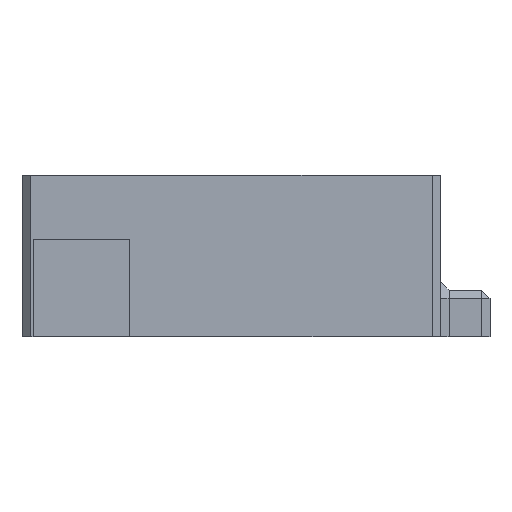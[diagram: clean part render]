
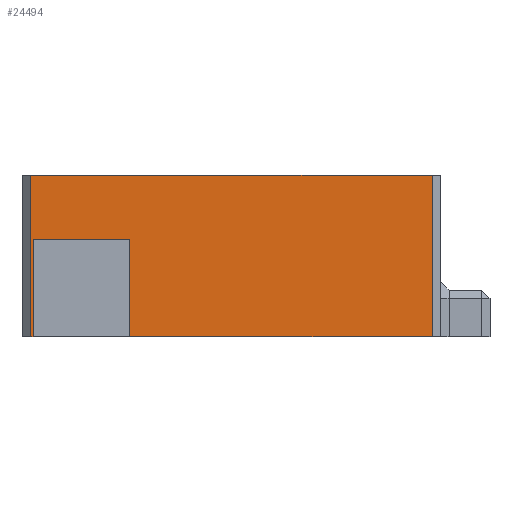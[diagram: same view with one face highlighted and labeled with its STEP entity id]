
A CAD part, left-side view. The second image highlights one B-rep face of the part: STEP entity #24494.
In plain terms, the highlighted planar face has unit normal (-1, 0, 0).
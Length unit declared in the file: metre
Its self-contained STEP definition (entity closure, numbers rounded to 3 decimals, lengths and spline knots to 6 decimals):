
#3138=ORIENTED_EDGE('',*,*,#9802,.T.);
#3139=ORIENTED_EDGE('',*,*,#10446,.T.);
#3140=ORIENTED_EDGE('',*,*,#10447,.T.);
#3141=ORIENTED_EDGE('',*,*,#10440,.F.);
#3142=ORIENTED_EDGE('',*,*,#10448,.T.);
#3143=ORIENTED_EDGE('',*,*,#10449,.T.);
#3144=ORIENTED_EDGE('',*,*,#10450,.T.);
#3145=ORIENTED_EDGE('',*,*,#10451,.T.);
#9802=EDGE_CURVE('',#13459,#13458,#15792,.T.);
#10440=EDGE_CURVE('',#14092,#14093,#16091,.T.);
#10446=EDGE_CURVE('',#13458,#14096,#16097,.T.);
#10447=EDGE_CURVE('',#14096,#14093,#16098,.T.);
#10448=EDGE_CURVE('',#14092,#14097,#16099,.T.);
#10449=EDGE_CURVE('',#14097,#14098,#16100,.T.);
#10450=EDGE_CURVE('',#14098,#14099,#16101,.T.);
#10451=EDGE_CURVE('',#14099,#13459,#16102,.T.);
#13458=VERTEX_POINT('',#32911);
#13459=VERTEX_POINT('',#32913);
#14092=VERTEX_POINT('',#34565);
#14093=VERTEX_POINT('',#34567);
#14096=VERTEX_POINT('',#34578);
#14097=VERTEX_POINT('',#34581);
#14098=VERTEX_POINT('',#34583);
#14099=VERTEX_POINT('',#34585);
#15792=LINE('',#32912,#18106);
#16091=LINE('',#34566,#18405);
#16097=LINE('',#34577,#18411);
#16098=LINE('',#34579,#18412);
#16099=LINE('',#34580,#18413);
#16100=LINE('',#34582,#18414);
#16101=LINE('',#34584,#18415);
#16102=LINE('',#34586,#18416);
#18106=VECTOR('',#27306,1.);
#18405=VECTOR('',#27913,1.);
#18411=VECTOR('',#27923,1.);
#18412=VECTOR('',#27924,1.);
#18413=VECTOR('',#27925,1.);
#18414=VECTOR('',#27926,1.);
#18415=VECTOR('',#27927,1.);
#18416=VECTOR('',#27928,1.);
#20350=EDGE_LOOP('',(#3138,#3139,#3140,#3141,#3142,#3143,#3144,#3145));
#22167=FACE_BOUND('',#20350,.T.);
#23792=PLANE('',#26028);
#24494=ADVANCED_FACE('',(#22167),#23792,.F.);
#26028=AXIS2_PLACEMENT_3D('',#34576,#27921,#27922);
#27306=DIRECTION('',(0.,1.,0.));
#27913=DIRECTION('',(0.,0.,-1.));
#27921=DIRECTION('',(1.,0.,0.));
#27922=DIRECTION('',(0.,0.,-1.));
#27923=DIRECTION('',(0.,0.,-1.));
#27924=DIRECTION('',(0.,-1.,0.));
#27925=DIRECTION('',(0.,-1.,0.));
#27926=DIRECTION('',(0.,0.,-1.));
#27927=DIRECTION('',(0.,-1.,0.));
#27928=DIRECTION('',(0.,0.,1.));
#32911=CARTESIAN_POINT('',(0.063036,-0.062764,0.03675));
#32912=CARTESIAN_POINT('',(0.063036,-0.108479,0.03675));
#32913=CARTESIAN_POINT('',(0.063036,-0.154195,0.03675));
#34565=CARTESIAN_POINT('',(0.063036,-0.063399,0.022225));
#34566=CARTESIAN_POINT('',(0.063036,-0.063399,0.011113));
#34567=CARTESIAN_POINT('',(0.063036,-0.063399,0.));
#34576=CARTESIAN_POINT('',(0.063036,-0.108479,0.036752));
#34577=CARTESIAN_POINT('',(0.063036,-0.062764,0.036752));
#34578=CARTESIAN_POINT('',(0.063036,-0.062764,0.));
#34579=CARTESIAN_POINT('',(0.063036,-0.108479,0.));
#34580=CARTESIAN_POINT('',(0.063036,-0.07436,0.022225));
#34581=CARTESIAN_POINT('',(0.063036,-0.085321,0.022225));
#34582=CARTESIAN_POINT('',(0.063036,-0.085321,0.011113));
#34583=CARTESIAN_POINT('',(0.063036,-0.085321,0.));
#34584=CARTESIAN_POINT('',(0.063036,-0.108479,0.));
#34585=CARTESIAN_POINT('',(0.063036,-0.154195,0.));
#34586=CARTESIAN_POINT('',(0.063036,-0.154195,0.036752));
